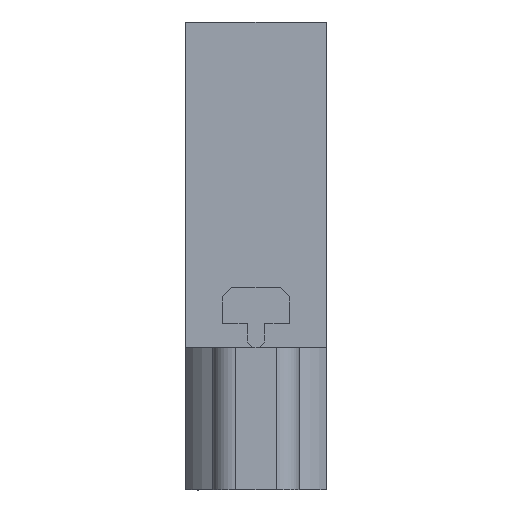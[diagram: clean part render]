
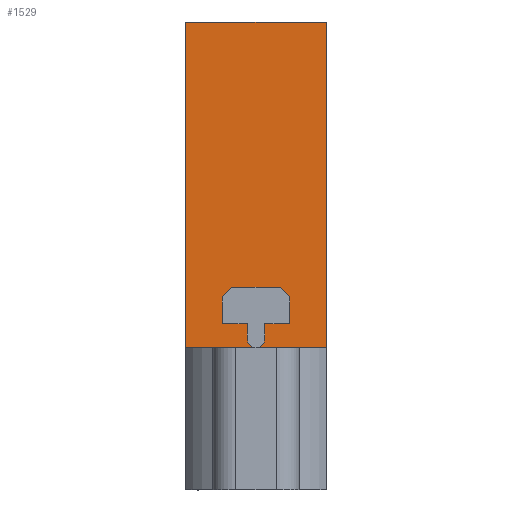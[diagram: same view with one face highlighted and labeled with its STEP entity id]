
A CAD part, front view. The second image highlights one B-rep face of the part: STEP entity #1529.
In plain terms, the highlighted planar face has unit normal (0, -1, 0).
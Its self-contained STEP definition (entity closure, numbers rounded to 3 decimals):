
#1529=ADVANCED_FACE('',(#1882),#1695,.T.);
#1695=PLANE('',#5460);
#1882=FACE_OUTER_BOUND('',#2087,.T.);
#2087=EDGE_LOOP('',(#3846,#3847,#3848,#3849,#3850,#3851,#3852,#3853,#3854,
#3855,#3856,#3857,#3858,#3859,#3860,#3861));
#2378=LINE('',#7265,#2818);
#2381=LINE('',#7271,#2821);
#2383=LINE('',#7275,#2823);
#2385=LINE('',#7279,#2825);
#2387=LINE('',#7283,#2827);
#2389=LINE('',#7287,#2829);
#2391=LINE('',#7291,#2831);
#2393=LINE('',#7295,#2833);
#2395=LINE('',#7299,#2835);
#2504=LINE('',#7648,#2944);
#2526=LINE('',#7711,#2966);
#2527=LINE('',#7712,#2967);
#2529=LINE('',#7716,#2969);
#2530=LINE('',#7718,#2970);
#2818=VECTOR('',#5940,1.);
#2821=VECTOR('',#5945,1.);
#2823=VECTOR('',#5949,1.);
#2825=VECTOR('',#5953,1.);
#2827=VECTOR('',#5957,1.);
#2829=VECTOR('',#5961,1.);
#2831=VECTOR('',#5965,1.);
#2833=VECTOR('',#5969,1.);
#2835=VECTOR('',#5973,1.);
#2944=VECTOR('',#6286,1.);
#2966=VECTOR('',#6350,1.);
#2967=VECTOR('',#6351,1.);
#2969=VECTOR('',#6355,1.);
#2970=VECTOR('',#6356,1.);
#3846=ORIENTED_EDGE('',*,*,#4717,.T.);
#3847=ORIENTED_EDGE('',*,*,#4698,.T.);
#3848=ORIENTED_EDGE('',*,*,#4701,.T.);
#3849=ORIENTED_EDGE('',*,*,#4703,.T.);
#3850=ORIENTED_EDGE('',*,*,#4705,.T.);
#3851=ORIENTED_EDGE('',*,*,#4707,.T.);
#3852=ORIENTED_EDGE('',*,*,#4709,.T.);
#3853=ORIENTED_EDGE('',*,*,#4711,.T.);
#3854=ORIENTED_EDGE('',*,*,#4713,.T.);
#3855=ORIENTED_EDGE('',*,*,#4715,.T.);
#3856=ORIENTED_EDGE('',*,*,#4718,.T.);
#3857=ORIENTED_EDGE('',*,*,#4908,.T.);
#3858=ORIENTED_EDGE('',*,*,#4876,.F.);
#3859=ORIENTED_EDGE('',*,*,#4911,.T.);
#3860=ORIENTED_EDGE('',*,*,#4912,.F.);
#3861=ORIENTED_EDGE('',*,*,#4909,.T.);
#4252=VERTEX_POINT('',#7266);
#4253=VERTEX_POINT('',#7267);
#4254=VERTEX_POINT('',#7272);
#4255=VERTEX_POINT('',#7276);
#4256=VERTEX_POINT('',#7280);
#4257=VERTEX_POINT('',#7284);
#4258=VERTEX_POINT('',#7288);
#4259=VERTEX_POINT('',#7292);
#4260=VERTEX_POINT('',#7296);
#4261=VERTEX_POINT('',#7300);
#4262=VERTEX_POINT('',#7304);
#4374=VERTEX_POINT('',#7647);
#4375=VERTEX_POINT('',#7649);
#4395=VERTEX_POINT('',#7713);
#4396=VERTEX_POINT('',#7717);
#4698=EDGE_CURVE('',#4252,#4253,#2378,.T.);
#4701=EDGE_CURVE('',#4253,#4254,#2381,.T.);
#4703=EDGE_CURVE('',#4254,#4255,#2383,.T.);
#4705=EDGE_CURVE('',#4255,#4256,#2385,.T.);
#4707=EDGE_CURVE('',#4256,#4257,#2387,.T.);
#4709=EDGE_CURVE('',#4257,#4258,#2389,.T.);
#4711=EDGE_CURVE('',#4258,#4259,#2391,.T.);
#4713=EDGE_CURVE('',#4259,#4260,#2393,.T.);
#4715=EDGE_CURVE('',#4260,#4261,#2395,.T.);
#4717=EDGE_CURVE('',#4262,#4252,#4957,.T.);
#4718=EDGE_CURVE('',#4261,#4262,#4958,.T.);
#4876=EDGE_CURVE('',#4374,#4375,#2504,.T.);
#4908=EDGE_CURVE('',#4262,#4375,#2526,.T.);
#4909=EDGE_CURVE('',#4395,#4262,#2527,.T.);
#4911=EDGE_CURVE('',#4374,#4396,#2529,.T.);
#4912=EDGE_CURVE('',#4395,#4396,#2530,.T.);
#4957=CIRCLE('',#5337,0.9);
#4958=CIRCLE('',#5338,0.9);
#5337=AXIS2_PLACEMENT_3D('',#7303,#5977,#5978);
#5338=AXIS2_PLACEMENT_3D('',#7305,#5979,#5980);
#5460=AXIS2_PLACEMENT_3D('',#7719,#6357,#6358);
#5940=DIRECTION('',(0.,0.,1.));
#5945=DIRECTION('',(-1.,0.,0.));
#5949=DIRECTION('',(0.,0.,1.));
#5953=DIRECTION('',(0.707,0.,0.707));
#5957=DIRECTION('',(1.,0.,0.));
#5961=DIRECTION('',(0.707,0.,-0.707));
#5965=DIRECTION('',(0.,0.,-1.));
#5969=DIRECTION('',(-1.,0.,0.));
#5973=DIRECTION('',(0.,0.,-1.));
#5977=DIRECTION('',(0.,1.,0.));
#5978=DIRECTION('',(0.,0.,-1.));
#5979=DIRECTION('',(0.,1.,0.));
#5980=DIRECTION('',(1.,0.,0.));
#6286=DIRECTION('',(0.,0.,-1.));
#6350=DIRECTION('',(1.,0.,0.));
#6351=DIRECTION('',(1.,0.,0.));
#6355=DIRECTION('',(-1.,0.,0.));
#6356=DIRECTION('',(0.,0.,1.));
#6357=DIRECTION('',(0.,-1.,0.));
#6358=DIRECTION('',(1.,0.,0.));
#7265=CARTESIAN_POINT('',(-0.9,-15.15,-16.9));
#7266=CARTESIAN_POINT('',(-0.9,-15.15,-16.9));
#7267=CARTESIAN_POINT('',(-0.9,-15.15,-15.3));
#7271=CARTESIAN_POINT('',(-0.9,-15.15,-15.3));
#7272=CARTESIAN_POINT('',(-3.5,-15.15,-15.3));
#7275=CARTESIAN_POINT('',(-3.5,-15.15,-15.3));
#7276=CARTESIAN_POINT('',(-3.5,-15.15,-12.5));
#7279=CARTESIAN_POINT('',(-3.5,-15.15,-12.5));
#7280=CARTESIAN_POINT('',(-2.5,-15.15,-11.5));
#7283=CARTESIAN_POINT('',(-2.5,-15.15,-11.5));
#7284=CARTESIAN_POINT('',(2.5,-15.15,-11.5));
#7287=CARTESIAN_POINT('',(2.5,-15.15,-11.5));
#7288=CARTESIAN_POINT('',(3.5,-15.15,-12.5));
#7291=CARTESIAN_POINT('',(3.5,-15.15,-12.5));
#7292=CARTESIAN_POINT('',(3.5,-15.15,-15.3));
#7295=CARTESIAN_POINT('',(3.5,-15.15,-15.3));
#7296=CARTESIAN_POINT('',(0.9,-15.15,-15.3));
#7299=CARTESIAN_POINT('',(0.9,-15.15,-15.3));
#7300=CARTESIAN_POINT('',(0.9,-15.15,-16.9));
#7303=CARTESIAN_POINT('',(0.,-15.15,-16.9));
#7304=CARTESIAN_POINT('',(0.,-15.15,-17.8));
#7305=CARTESIAN_POINT('',(0.,-15.15,-16.9));
#7647=CARTESIAN_POINT('',(7.325,-15.15,16.1));
#7648=CARTESIAN_POINT('',(7.325,-15.15,16.1));
#7649=CARTESIAN_POINT('',(7.325,-15.15,-17.8));
#7711=CARTESIAN_POINT('',(0.,-15.15,-17.8));
#7712=CARTESIAN_POINT('',(-7.325,-15.15,-17.8));
#7713=CARTESIAN_POINT('',(-7.325,-15.15,-17.8));
#7716=CARTESIAN_POINT('',(7.325,-15.15,16.1));
#7717=CARTESIAN_POINT('',(-7.325,-15.15,16.1));
#7718=CARTESIAN_POINT('',(-7.325,-15.15,-17.8));
#7719=CARTESIAN_POINT('',(-7.325,-15.15,-19.28));
